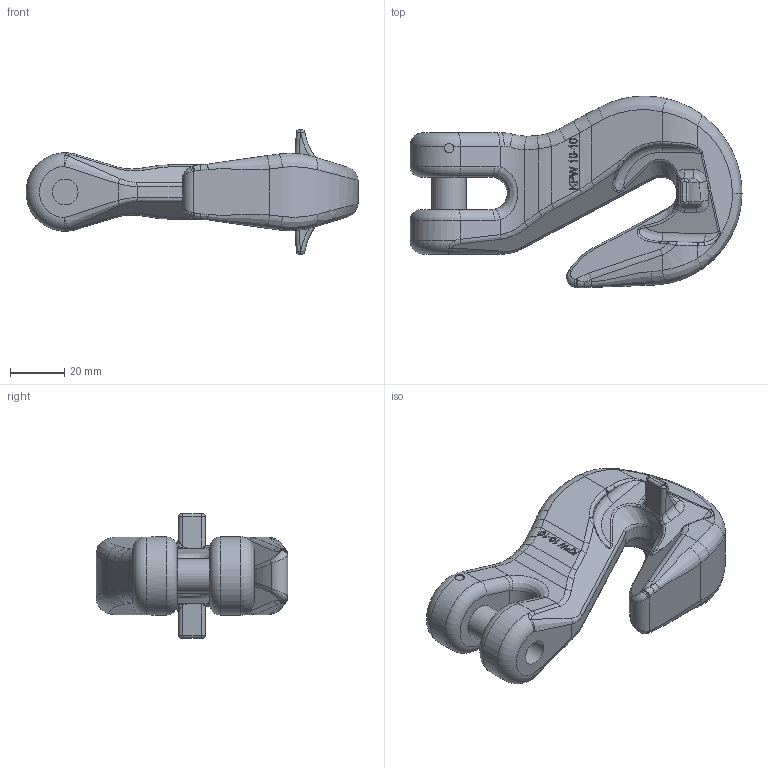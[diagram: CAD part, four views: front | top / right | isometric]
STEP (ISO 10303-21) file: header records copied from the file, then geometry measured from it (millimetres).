
FILE_DESCRIPTION(/* description */ (''),/* implementation_level */ '2;1');
FILE_NAME(/* name */ 'pewag_KPW_10.stp',/* time_stamp */ '2022-06-29T16:19:10+02:00',/* author */ (''),/* organization */ (''),/* preprocessor_version */ 'ST-DEVELOPER v16',/* originating_system */ 'SIEMENS PLM Software NX 11.0',/* authorisation */ '');
FILE_SCHEMA (('AUTOMOTIVE_DESIGN { 1 0 10303 214 3 1 1 1 }'));
Length unit declared in the file: millimetre
Products named in the file (1): KSE44B0A9CF4q18
Bounding box: 122.9 x 70.99 x 46 mm (x, y, z)
Volume: 110355 mm3; surface area: 23152.1 mm2
Topology: 3 solids, 3 shells, 437 faces, 1049 edges, 632 vertices
Faces by surface type: bspline 168, plane 127, cylinder 70, extrusion 59, torus 12, cone 1
Full cylindrical faces by diameter (mm): 3.5 x3, 9.5 x1, 12.8 x3
Entity records: 18273 total; most frequent: CARTESIAN_POINT 9410, ORIENTED_EDGE 2050, DIRECTION 1364, EDGE_CURVE 1025, VERTEX_POINT 626, EDGE_LOOP 473, AXIS2_PLACEMENT_3D 471, B_SPLINE_CURVE_WITH_KNOTS 453
